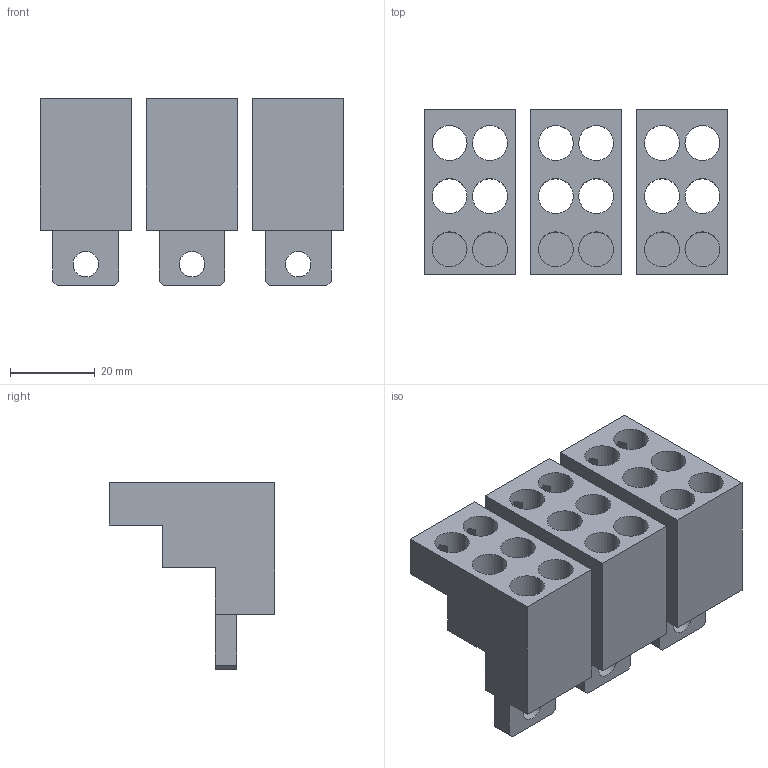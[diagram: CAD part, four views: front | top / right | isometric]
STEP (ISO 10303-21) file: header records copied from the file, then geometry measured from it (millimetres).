
FILE_DESCRIPTION(('CATIA V5 STEP Exchange'),'2;1');
FILE_NAME('1SDH001295R0056_1PA_001_00_XT1_3P_PLUG-IN_MC_SUP.stp','2014-11-11T15:19:54+00:00',('none'),('none'),'CATIA Version 5 Release 20 SP 1 (IN-10)','CATIA V5 STEP AP214','none');
FILE_SCHEMA(('AUTOMOTIVE_DESIGN { 1 0 10303 214 1 1 1 1 }'));
Length unit declared in the file: millimetre
Products named in the file (1): 1SDH001295R0056_1PA_001_00_XT1_3P_PLUG-IN_MC_SUP
Bounding box: 71.5 x 39 x 44 mm (x, y, z)
Volume: 35061.3 mm3; surface area: 23960.6 mm2
Topology: 3 solids, 3 shells, 204 faces, 576 edges, 384 vertices
Faces by surface type: plane 162, cylinder 42
Entity records: 6352 total; most frequent: CARTESIAN_POINT 1312, ORIENTED_EDGE 1152, DIRECTION 774, EDGE_CURVE 576, VECTOR 420, LINE 420, VERTEX_POINT 384, EDGE_LOOP 276
